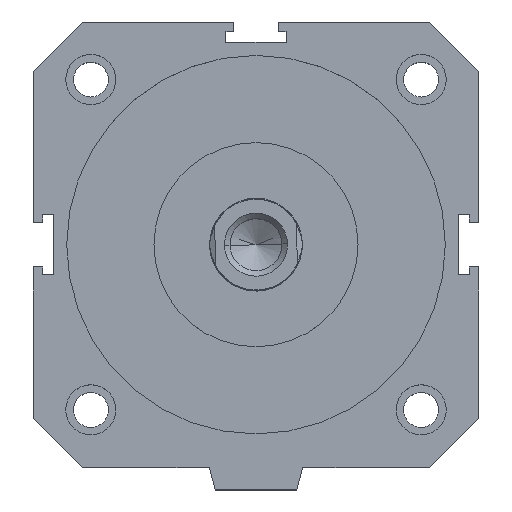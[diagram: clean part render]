
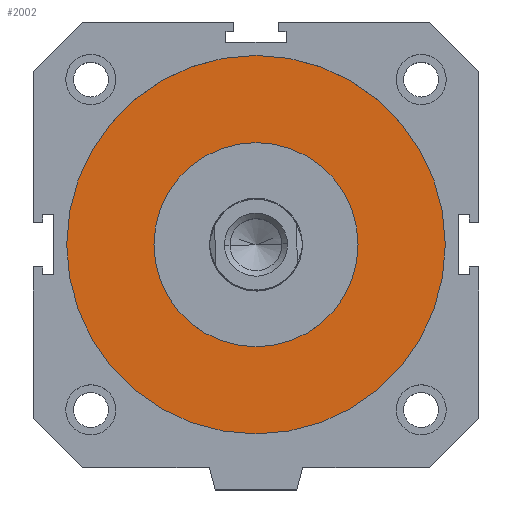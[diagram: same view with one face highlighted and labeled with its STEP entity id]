
A CAD part, top view. The second image highlights one B-rep face of the part: STEP entity #2002.
In plain terms, the highlighted planar face has unit normal (0, 0, 1).
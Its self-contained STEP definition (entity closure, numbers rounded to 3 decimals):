
#340=CARTESIAN_POINT('',(0.0,-27.5,50.5));
#341=VERTEX_POINT('',#340);
#350=CARTESIAN_POINT('',(0.,27.5,50.5));
#351=VERTEX_POINT('',#350);
#352=CARTESIAN_POINT('',(0.0,0.0,50.5));
#353=DIRECTION('',(0.0,0.0,-1.0));
#354=DIRECTION('',(0.0,-1.0,0.0));
#355=AXIS2_PLACEMENT_3D('',#352,#353,#354);
#356=CIRCLE('',#355,27.5);
#357=EDGE_CURVE('',#351,#341,#356,.T.);
#382=CARTESIAN_POINT('',(0.0,-51.,50.5));
#383=VERTEX_POINT('',#382);
#392=CARTESIAN_POINT('',(0.,51.,50.5));
#393=VERTEX_POINT('',#392);
#394=CARTESIAN_POINT('',(0.0,0.0,50.5));
#395=DIRECTION('',(0.0,0.0,-1.0));
#396=DIRECTION('',(0.0,-1.0,0.0));
#397=AXIS2_PLACEMENT_3D('',#394,#395,#396);
#398=CIRCLE('',#397,51.);
#399=EDGE_CURVE('',#383,#393,#398,.T.);
#1973=CARTESIAN_POINT('',(0.0,0.0,50.5));
#1974=DIRECTION('',(0.0,0.0,-1.0));
#1975=DIRECTION('',(0.0,-1.0,0.0));
#1976=AXIS2_PLACEMENT_3D('',#1973,#1974,#1975);
#1977=CIRCLE('',#1976,51.);
#1978=EDGE_CURVE('',#393,#383,#1977,.T.);
#1983=CARTESIAN_POINT('',(0.0,-39.25,50.5));
#1984=DIRECTION('',(0.0,0.0,-1.0));
#1985=DIRECTION('',(-1.0,0.0,0.0));
#1986=AXIS2_PLACEMENT_3D('',#1983,#1984,#1985);
#1987=PLANE('',#1986);
#1988=ORIENTED_EDGE('',*,*,#399,.F.);
#1989=ORIENTED_EDGE('',*,*,#1978,.F.);
#1990=EDGE_LOOP('',(#1988,#1989));
#1991=FACE_OUTER_BOUND('',#1990,.T.);
#1992=CARTESIAN_POINT('',(0.0,0.0,50.5));
#1993=DIRECTION('',(0.0,0.0,-1.0));
#1994=DIRECTION('',(0.0,-1.0,0.0));
#1995=AXIS2_PLACEMENT_3D('',#1992,#1993,#1994);
#1996=CIRCLE('',#1995,27.5);
#1997=EDGE_CURVE('',#341,#351,#1996,.T.);
#1998=ORIENTED_EDGE('',*,*,#1997,.T.);
#1999=ORIENTED_EDGE('',*,*,#357,.T.);
#2000=EDGE_LOOP('',(#1998,#1999));
#2001=FACE_BOUND('',#2000,.T.);
#2002=ADVANCED_FACE('',(#1991,#2001),#1987,.F.);
